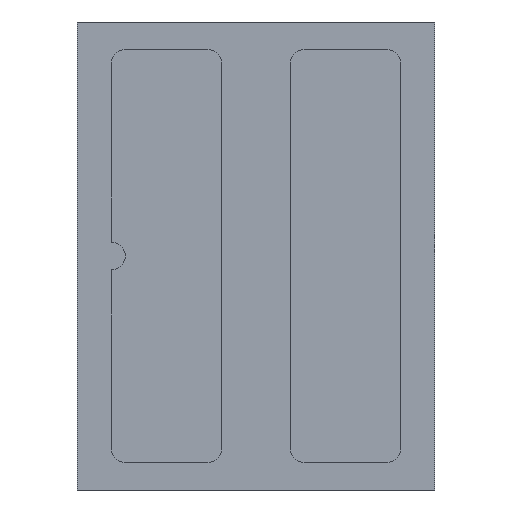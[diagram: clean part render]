
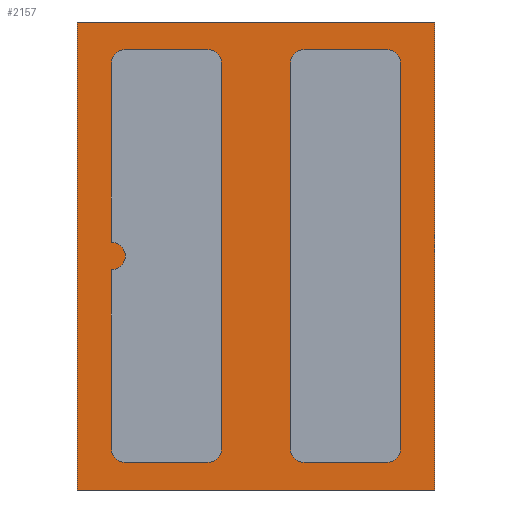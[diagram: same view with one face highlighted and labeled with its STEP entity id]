
A CAD part, front view. The second image highlights one B-rep face of the part: STEP entity #2157.
In plain terms, the highlighted planar face has unit normal (0, -1, 0).
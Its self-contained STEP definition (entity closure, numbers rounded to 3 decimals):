
#122=FACE_BOUND('',#265,.T.);
#123=FACE_BOUND('',#266,.T.);
#129=FACE_OUTER_BOUND('',#264,.T.);
#264=EDGE_LOOP('',(#1468,#1469,#1470,#1471));
#265=EDGE_LOOP('',(#1472,#1473,#1474,#1475,#1476,#1477,#1478,#1479,#1480,
#1481));
#266=EDGE_LOOP('',(#1482,#1483,#1484,#1485,#1486,#1487,#1488,#1489));
#402=CIRCLE('',#2309,0.05);
#403=CIRCLE('',#2310,0.05);
#404=CIRCLE('',#2311,0.05);
#405=CIRCLE('',#2312,0.05);
#406=CIRCLE('',#2313,0.05);
#407=CIRCLE('',#2314,0.05);
#408=CIRCLE('',#2315,0.05);
#409=CIRCLE('',#2316,0.05);
#410=CIRCLE('',#2317,0.05);
#541=LINE('',#3327,#734);
#549=LINE('',#3366,#742);
#550=LINE('',#3368,#743);
#551=LINE('',#3369,#744);
#552=LINE('',#3372,#745);
#553=LINE('',#3376,#746);
#554=LINE('',#3380,#747);
#555=LINE('',#3384,#748);
#556=LINE('',#3388,#749);
#557=LINE('',#3394,#750);
#558=LINE('',#3398,#751);
#559=LINE('',#3402,#752);
#560=LINE('',#3405,#753);
#734=VECTOR('',#2588,1000.);
#742=VECTOR('',#2598,1000.);
#743=VECTOR('',#2601,1000.);
#744=VECTOR('',#2602,1000.);
#745=VECTOR('',#2603,1000.);
#746=VECTOR('',#2606,1000.);
#747=VECTOR('',#2609,1000.);
#748=VECTOR('',#2612,1000.);
#749=VECTOR('',#2615,1000.);
#750=VECTOR('',#2620,1000.);
#751=VECTOR('',#2623,1000.);
#752=VECTOR('',#2626,1000.);
#753=VECTOR('',#2629,1000.);
#921=VERTEX_POINT('',#3309);
#929=VERTEX_POINT('',#3325);
#931=VERTEX_POINT('',#3330);
#939=VERTEX_POINT('',#3364);
#940=VERTEX_POINT('',#3370);
#941=VERTEX_POINT('',#3371);
#942=VERTEX_POINT('',#3373);
#943=VERTEX_POINT('',#3375);
#944=VERTEX_POINT('',#3377);
#945=VERTEX_POINT('',#3379);
#946=VERTEX_POINT('',#3381);
#947=VERTEX_POINT('',#3383);
#948=VERTEX_POINT('',#3385);
#949=VERTEX_POINT('',#3387);
#950=VERTEX_POINT('',#3390);
#951=VERTEX_POINT('',#3391);
#952=VERTEX_POINT('',#3393);
#953=VERTEX_POINT('',#3395);
#954=VERTEX_POINT('',#3397);
#955=VERTEX_POINT('',#3399);
#956=VERTEX_POINT('',#3401);
#957=VERTEX_POINT('',#3403);
#1128=EDGE_CURVE('',#929,#921,#541,.T.);
#1138=EDGE_CURVE('',#939,#931,#549,.T.);
#1139=EDGE_CURVE('',#931,#929,#550,.T.);
#1140=EDGE_CURVE('',#921,#939,#551,.T.);
#1141=EDGE_CURVE('',#940,#941,#552,.T.);
#1142=EDGE_CURVE('',#941,#942,#402,.T.);
#1143=EDGE_CURVE('',#942,#943,#553,.T.);
#1144=EDGE_CURVE('',#944,#943,#403,.T.);
#1145=EDGE_CURVE('',#944,#945,#554,.T.);
#1146=EDGE_CURVE('',#946,#945,#404,.T.);
#1147=EDGE_CURVE('',#946,#947,#555,.T.);
#1148=EDGE_CURVE('',#947,#948,#405,.T.);
#1149=EDGE_CURVE('',#948,#949,#556,.T.);
#1150=EDGE_CURVE('',#940,#949,#406,.T.);
#1151=EDGE_CURVE('',#950,#951,#407,.T.);
#1152=EDGE_CURVE('',#951,#952,#557,.T.);
#1153=EDGE_CURVE('',#952,#953,#408,.T.);
#1154=EDGE_CURVE('',#953,#954,#558,.T.);
#1155=EDGE_CURVE('',#955,#954,#409,.T.);
#1156=EDGE_CURVE('',#955,#956,#559,.T.);
#1157=EDGE_CURVE('',#957,#956,#410,.T.);
#1158=EDGE_CURVE('',#957,#950,#560,.T.);
#1468=ORIENTED_EDGE('',*,*,#1139,.F.);
#1469=ORIENTED_EDGE('',*,*,#1138,.F.);
#1470=ORIENTED_EDGE('',*,*,#1140,.F.);
#1471=ORIENTED_EDGE('',*,*,#1128,.F.);
#1472=ORIENTED_EDGE('',*,*,#1141,.T.);
#1473=ORIENTED_EDGE('',*,*,#1142,.T.);
#1474=ORIENTED_EDGE('',*,*,#1143,.T.);
#1475=ORIENTED_EDGE('',*,*,#1144,.F.);
#1476=ORIENTED_EDGE('',*,*,#1145,.T.);
#1477=ORIENTED_EDGE('',*,*,#1146,.F.);
#1478=ORIENTED_EDGE('',*,*,#1147,.T.);
#1479=ORIENTED_EDGE('',*,*,#1148,.T.);
#1480=ORIENTED_EDGE('',*,*,#1149,.T.);
#1481=ORIENTED_EDGE('',*,*,#1150,.F.);
#1482=ORIENTED_EDGE('',*,*,#1151,.T.);
#1483=ORIENTED_EDGE('',*,*,#1152,.T.);
#1484=ORIENTED_EDGE('',*,*,#1153,.T.);
#1485=ORIENTED_EDGE('',*,*,#1154,.T.);
#1486=ORIENTED_EDGE('',*,*,#1155,.F.);
#1487=ORIENTED_EDGE('',*,*,#1156,.T.);
#1488=ORIENTED_EDGE('',*,*,#1157,.F.);
#1489=ORIENTED_EDGE('',*,*,#1158,.T.);
#2108=PLANE('',#2308);
#2157=ADVANCED_FACE('',(#129,#122,#123),#2108,.T.);
#2308=AXIS2_PLACEMENT_3D('',#3367,#2599,#2600);
#2309=AXIS2_PLACEMENT_3D('',#3374,#2604,#2605);
#2310=AXIS2_PLACEMENT_3D('',#3378,#2607,#2608);
#2311=AXIS2_PLACEMENT_3D('',#3382,#2610,#2611);
#2312=AXIS2_PLACEMENT_3D('',#3386,#2613,#2614);
#2313=AXIS2_PLACEMENT_3D('',#3389,#2616,#2617);
#2314=AXIS2_PLACEMENT_3D('',#3392,#2618,#2619);
#2315=AXIS2_PLACEMENT_3D('',#3396,#2621,#2622);
#2316=AXIS2_PLACEMENT_3D('',#3400,#2624,#2625);
#2317=AXIS2_PLACEMENT_3D('',#3404,#2627,#2628);
#2588=DIRECTION('',(1.,0.,0.));
#2598=DIRECTION('',(-1.,0.,0.));
#2599=DIRECTION('center_axis',(0.,-1.,0.));
#2600=DIRECTION('ref_axis',(0.,0.,-1.));
#2601=DIRECTION('',(0.,0.,1.));
#2602=DIRECTION('',(0.,0.,-1.));
#2603=DIRECTION('',(0.,0.,1.));
#2604=DIRECTION('center_axis',(0.,-1.,0.));
#2605=DIRECTION('ref_axis',(0.,0.,-1.));
#2606=DIRECTION('',(0.,0.,1.));
#2607=DIRECTION('center_axis',(0.,-1.,0.));
#2608=DIRECTION('ref_axis',(0.,0.,-1.));
#2609=DIRECTION('',(1.,0.,0.));
#2610=DIRECTION('center_axis',(0.,-1.,0.));
#2611=DIRECTION('ref_axis',(0.,0.,-1.));
#2612=DIRECTION('',(0.,0.,-1.));
#2613=DIRECTION('center_axis',(0.,1.,0.));
#2614=DIRECTION('ref_axis',(0.,0.,-1.));
#2615=DIRECTION('',(-1.,0.,0.));
#2616=DIRECTION('center_axis',(0.,-1.,0.));
#2617=DIRECTION('ref_axis',(0.,0.,-1.));
#2618=DIRECTION('center_axis',(0.,1.,0.));
#2619=DIRECTION('ref_axis',(0.,0.,-1.));
#2620=DIRECTION('',(1.,0.,0.));
#2621=DIRECTION('center_axis',(0.,1.,0.));
#2622=DIRECTION('ref_axis',(0.,0.,-1.));
#2623=DIRECTION('',(0.,0.,-1.));
#2624=DIRECTION('center_axis',(0.,-1.,0.));
#2625=DIRECTION('ref_axis',(0.,0.,-1.));
#2626=DIRECTION('',(-1.,0.,0.));
#2627=DIRECTION('center_axis',(0.,-1.,0.));
#2628=DIRECTION('ref_axis',(0.,0.,-1.));
#2629=DIRECTION('',(0.,0.,1.));
#3309=CARTESIAN_POINT('',(0.692,-0.281,0.512));
#3325=CARTESIAN_POINT('',(-0.608,-0.281,0.512));
#3327=CARTESIAN_POINT('',(-0.608,-0.281,0.512));
#3330=CARTESIAN_POINT('',(-0.608,-0.281,-1.188));
#3364=CARTESIAN_POINT('',(0.692,-0.281,-1.188));
#3366=CARTESIAN_POINT('',(-0.608,-0.281,-1.188));
#3367=CARTESIAN_POINT('Origin',(-0.608,-0.281,-1.188));
#3368=CARTESIAN_POINT('',(-0.608,-0.281,0.512));
#3369=CARTESIAN_POINT('',(0.692,-0.281,0.512));
#3370=CARTESIAN_POINT('',(-0.483,-0.281,-1.038));
#3371=CARTESIAN_POINT('',(-0.483,-0.281,-0.388));
#3372=CARTESIAN_POINT('',(-0.483,-0.281,0.412));
#3373=CARTESIAN_POINT('',(-0.483,-0.281,-0.288));
#3374=CARTESIAN_POINT('Origin',(-0.483,-0.281,-0.338));
#3375=CARTESIAN_POINT('',(-0.483,-0.281,0.362));
#3376=CARTESIAN_POINT('',(-0.483,-0.281,-1.188));
#3377=CARTESIAN_POINT('',(-0.433,-0.281,0.412));
#3378=CARTESIAN_POINT('Origin',(-0.433,-0.281,0.362));
#3379=CARTESIAN_POINT('',(-0.133,-0.281,0.412));
#3380=CARTESIAN_POINT('',(-0.483,-0.281,0.412));
#3381=CARTESIAN_POINT('',(-0.083,-0.281,0.362));
#3382=CARTESIAN_POINT('Origin',(-0.133,-0.281,0.362));
#3383=CARTESIAN_POINT('',(-0.083,-0.281,-1.038));
#3384=CARTESIAN_POINT('',(-0.083,-0.281,-1.188));
#3385=CARTESIAN_POINT('',(-0.133,-0.281,-1.088));
#3386=CARTESIAN_POINT('Origin',(-0.133,-0.281,-1.038));
#3387=CARTESIAN_POINT('',(-0.433,-0.281,-1.088));
#3388=CARTESIAN_POINT('',(-0.608,-0.281,-1.088));
#3389=CARTESIAN_POINT('Origin',(-0.433,-0.281,-1.038));
#3390=CARTESIAN_POINT('',(0.167,-0.281,0.362));
#3391=CARTESIAN_POINT('',(0.217,-0.281,0.412));
#3392=CARTESIAN_POINT('Origin',(0.217,-0.281,0.362));
#3393=CARTESIAN_POINT('',(0.517,-0.281,0.412));
#3394=CARTESIAN_POINT('',(-0.483,-0.281,0.412));
#3395=CARTESIAN_POINT('',(0.567,-0.281,0.362));
#3396=CARTESIAN_POINT('Origin',(0.517,-0.281,0.362));
#3397=CARTESIAN_POINT('',(0.567,-0.281,-1.038));
#3398=CARTESIAN_POINT('',(0.567,-0.281,0.412));
#3399=CARTESIAN_POINT('',(0.517,-0.281,-1.088));
#3400=CARTESIAN_POINT('Origin',(0.517,-0.281,-1.038));
#3401=CARTESIAN_POINT('',(0.217,-0.281,-1.088));
#3402=CARTESIAN_POINT('',(-0.608,-0.281,-1.088));
#3403=CARTESIAN_POINT('',(0.167,-0.281,-1.038));
#3404=CARTESIAN_POINT('Origin',(0.217,-0.281,-1.038));
#3405=CARTESIAN_POINT('',(0.167,-0.281,-1.188));
